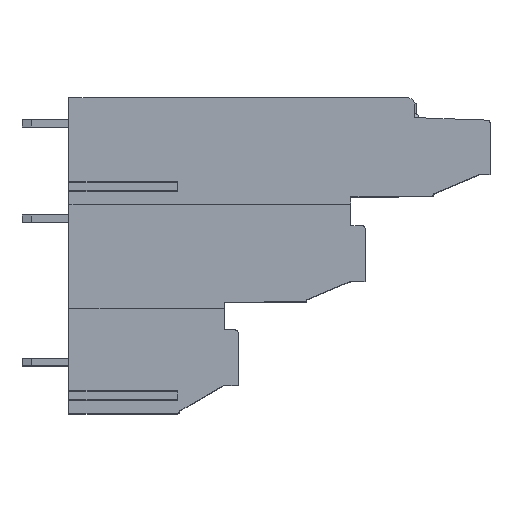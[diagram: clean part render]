
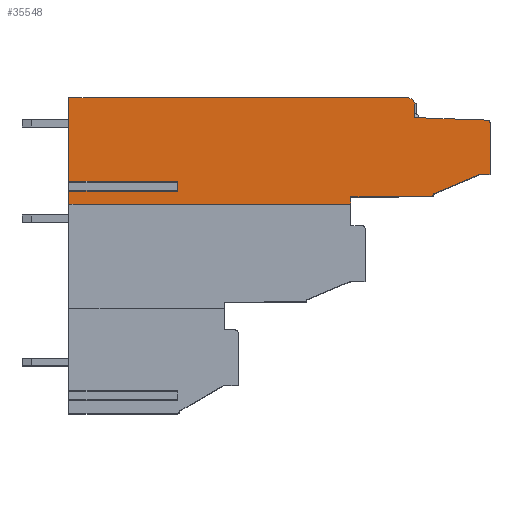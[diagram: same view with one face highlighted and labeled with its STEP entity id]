
A CAD part, top view. The second image highlights one B-rep face of the part: STEP entity #35548.
In plain terms, the highlighted planar face has unit normal (0, 0, 1).
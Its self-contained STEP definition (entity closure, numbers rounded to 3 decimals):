
#356=CARTESIAN_POINT('',(11.5,24.5,0.));
#357=VERTEX_POINT('',#356);
#364=CARTESIAN_POINT('',(0.,24.5,0.));
#365=VERTEX_POINT('',#364);
#366=CARTESIAN_POINT('',(11.5,24.5,0.));
#367=DIRECTION('',(-1.,0.,0.));
#368=VECTOR('',#367,11.5);
#369=LINE('',#366,#368);
#370=EDGE_CURVE('',#357,#365,#369,.T.);
#590=CARTESIAN_POINT('',(0.,22.3,0.));
#591=VERTEX_POINT('',#590);
#599=CARTESIAN_POINT('',(30.,22.3,0.));
#600=VERTEX_POINT('',#599);
#607=CARTESIAN_POINT('',(0.,22.3,0.));
#608=DIRECTION('',(1.,0.,0.));
#609=VECTOR('',#608,30.);
#610=LINE('',#607,#609);
#611=EDGE_CURVE('',#591,#600,#610,.T.);
#621=CARTESIAN_POINT('',(0.,23.9,0.));
#622=VERTEX_POINT('',#621);
#631=CARTESIAN_POINT('',(11.5,23.9,0.));
#632=VERTEX_POINT('',#631);
#633=CARTESIAN_POINT('',(11.5,23.9,0.));
#634=DIRECTION('',(-1.,0.,0.));
#635=VECTOR('',#634,11.5);
#636=LINE('',#633,#635);
#637=EDGE_CURVE('',#632,#622,#636,.T.);
#1248=CARTESIAN_POINT('',(11.5,24.5,0.));
#1249=DIRECTION('',(0.,-1.,0.));
#1250=VECTOR('',#1249,0.6);
#1251=LINE('',#1248,#1250);
#1252=EDGE_CURVE('',#357,#632,#1251,.T.);
#1289=CARTESIAN_POINT('',(38.8,23.375,0.));
#1290=VERTEX_POINT('',#1289);
#1297=CARTESIAN_POINT('',(38.723,23.174,0.));
#1298=VERTEX_POINT('',#1297);
#1299=CARTESIAN_POINT('',(38.5,23.375,0.));
#1300=DIRECTION('',(0.743,-0.669,0.));
#1301=DIRECTION('',(0.,-0.,1.));
#1302=AXIS2_PLACEMENT_3D('',#1299,#1301,#1300);
#1303=CIRCLE('',#1302,0.3);
#1304=EDGE_CURVE('',#1298,#1290,#1303,.T.);
#1336=CARTESIAN_POINT('',(44.8,30.931,0.));
#1337=VERTEX_POINT('',#1336);
#1353=CARTESIAN_POINT('',(44.51,31.231,0.));
#1354=VERTEX_POINT('',#1353);
#1361=CARTESIAN_POINT('',(44.5,30.931,0.));
#1362=DIRECTION('',(1.,0.,0.));
#1363=DIRECTION('',(0.,0.,1.));
#1364=AXIS2_PLACEMENT_3D('',#1361,#1363,#1362);
#1365=CIRCLE('',#1364,0.3);
#1366=EDGE_CURVE('',#1337,#1354,#1365,.T.);
#1376=CARTESIAN_POINT('',(36.,33.6,0.));
#1377=VERTEX_POINT('',#1376);
#1386=CARTESIAN_POINT('',(36.8,32.8,0.));
#1387=VERTEX_POINT('',#1386);
#1388=CARTESIAN_POINT('',(36.,32.8,0.));
#1389=DIRECTION('',(1.,0.,0.));
#1390=DIRECTION('',(0.,0.,1.));
#1391=AXIS2_PLACEMENT_3D('',#1388,#1390,#1389);
#1392=CIRCLE('',#1391,0.8);
#1393=EDGE_CURVE('',#1387,#1377,#1392,.T.);
#1434=CARTESIAN_POINT('',(38.612,23.125,0.));
#1435=VERTEX_POINT('',#1434);
#1450=CARTESIAN_POINT('',(38.612,23.275,0.));
#1451=DIRECTION('',(0.006,-1.,0.));
#1452=DIRECTION('',(0.,-0.,1.));
#1453=AXIS2_PLACEMENT_3D('',#1450,#1452,#1451);
#1454=CIRCLE('',#1453,0.15);
#1455=EDGE_CURVE('',#1435,#1298,#1454,.T.);
#4432=CARTESIAN_POINT('',(30.,23.075,0.));
#4433=VERTEX_POINT('',#4432);
#4440=CARTESIAN_POINT('',(30.,22.3,0.));
#4441=DIRECTION('',(0.,1.,0.));
#4442=VECTOR('',#4441,0.775);
#4443=LINE('',#4440,#4442);
#4444=EDGE_CURVE('',#600,#4433,#4443,.T.);
#6684=CARTESIAN_POINT('',(30.,23.075,0.));
#6685=DIRECTION('',(1.,0.006,0.));
#6686=VECTOR('',#6685,8.613);
#6687=LINE('',#6684,#6686);
#6688=EDGE_CURVE('',#4433,#1435,#6687,.T.);
#7510=CARTESIAN_POINT('',(44.8,25.455,0.));
#7511=VERTEX_POINT('',#7510);
#7518=CARTESIAN_POINT('',(43.7,25.455,0.));
#7519=VERTEX_POINT('',#7518);
#7520=CARTESIAN_POINT('',(43.7,25.455,0.));
#7521=DIRECTION('',(1.,0.,0.));
#7522=VECTOR('',#7521,1.1);
#7523=LINE('',#7520,#7522);
#7524=EDGE_CURVE('',#7519,#7511,#7523,.T.);
#7580=CARTESIAN_POINT('',(44.8,25.455,0.));
#7581=DIRECTION('',(0.,1.,0.));
#7582=VECTOR('',#7581,5.476);
#7583=LINE('',#7580,#7582);
#7584=EDGE_CURVE('',#7511,#1337,#7583,.T.);
#35489=CARTESIAN_POINT('',(22.4,27.95,0.));
#35490=DIRECTION('',(0.,-1.,0.));
#35491=DIRECTION('',(-0.,0.,1.));
#35492=AXIS2_PLACEMENT_3D('',#35489,#35491,#35490);
#35493=PLANE('',#35492);
#35494=CARTESIAN_POINT('',(0.,33.6,0.));
#35495=VERTEX_POINT('',#35494);
#35496=CARTESIAN_POINT('',(0.,24.5,0.));
#35497=DIRECTION('',(0.,1.,0.));
#35498=VECTOR('',#35497,9.1);
#35499=LINE('',#35496,#35498);
#35500=EDGE_CURVE('',#365,#35495,#35499,.T.);
#35501=ORIENTED_EDGE('',*,*,#35500,.F.);
#35502=ORIENTED_EDGE('',*,*,#370,.F.);
#35503=ORIENTED_EDGE('',*,*,#1252,.T.);
#35504=ORIENTED_EDGE('',*,*,#637,.T.);
#35505=CARTESIAN_POINT('',(0.,22.3,0.));
#35506=DIRECTION('',(0.,1.,0.));
#35507=VECTOR('',#35506,1.6);
#35508=LINE('',#35505,#35507);
#35509=EDGE_CURVE('',#591,#622,#35508,.T.);
#35510=ORIENTED_EDGE('',*,*,#35509,.F.);
#35511=ORIENTED_EDGE('',*,*,#611,.T.);
#35512=ORIENTED_EDGE('',*,*,#4444,.T.);
#35513=ORIENTED_EDGE('',*,*,#6688,.T.);
#35514=ORIENTED_EDGE('',*,*,#1455,.T.);
#35515=ORIENTED_EDGE('',*,*,#1304,.T.);
#35516=CARTESIAN_POINT('',(38.8,23.375,0.));
#35517=DIRECTION('',(0.921,0.391,0.));
#35518=VECTOR('',#35517,5.323);
#35519=LINE('',#35516,#35518);
#35520=EDGE_CURVE('',#1290,#7519,#35519,.T.);
#35521=ORIENTED_EDGE('',*,*,#35520,.T.);
#35522=ORIENTED_EDGE('',*,*,#7524,.T.);
#35523=ORIENTED_EDGE('',*,*,#7584,.T.);
#35524=ORIENTED_EDGE('',*,*,#1366,.T.);
#35525=CARTESIAN_POINT('',(36.8,31.5,0.));
#35526=VERTEX_POINT('',#35525);
#35527=CARTESIAN_POINT('',(44.51,31.231,0.));
#35528=DIRECTION('',(-0.999,0.035,0.));
#35529=VECTOR('',#35528,7.715);
#35530=LINE('',#35527,#35529);
#35531=EDGE_CURVE('',#1354,#35526,#35530,.T.);
#35532=ORIENTED_EDGE('',*,*,#35531,.T.);
#35533=CARTESIAN_POINT('',(36.8,31.5,0.));
#35534=DIRECTION('',(0.,1.,0.));
#35535=VECTOR('',#35534,1.3);
#35536=LINE('',#35533,#35535);
#35537=EDGE_CURVE('',#35526,#1387,#35536,.T.);
#35538=ORIENTED_EDGE('',*,*,#35537,.T.);
#35539=ORIENTED_EDGE('',*,*,#1393,.T.);
#35540=CARTESIAN_POINT('',(36.,33.6,0.));
#35541=DIRECTION('',(-1.,0.,0.));
#35542=VECTOR('',#35541,36.);
#35543=LINE('',#35540,#35542);
#35544=EDGE_CURVE('',#1377,#35495,#35543,.T.);
#35545=ORIENTED_EDGE('',*,*,#35544,.T.);
#35546=EDGE_LOOP('',(#35501,#35502,#35503,#35504,#35510,#35511,#35512,#35513,#35514,#35515,#35521,#35522,#35523,#35524,#35532,#35538,#35539,#35545));
#35547=FACE_OUTER_BOUND('',#35546,.T.);
#35548=ADVANCED_FACE('',(#35547),#35493,.T.);
